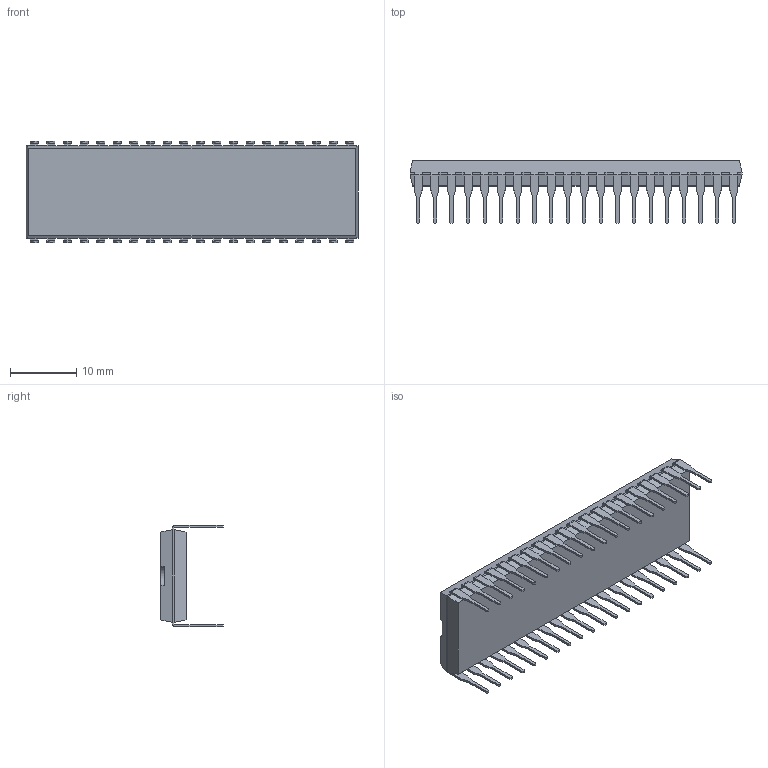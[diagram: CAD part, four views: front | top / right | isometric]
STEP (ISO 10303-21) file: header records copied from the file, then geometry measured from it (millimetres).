
FILE_DESCRIPTION (( 'STEP AP214' ), '1' );
FILE_NAME ('8B13CF19-9D1A-4714-B231-4F7710345237.STEP', '2023-05-06T15:32:43', ( '' ), ( '' ), 'SwSTEP 2.0', 'SolidWorks 2022', '' );
FILE_SCHEMA (( 'AUTOMOTIVE_DESIGN' ));
Length unit declared in the file: millimetre
Products named in the file (1): 8B13CF19-9D1A-4714-B231-4F7710345237
Bounding box: 50 x 9.4 x 15.3 mm (x, y, z)
Volume: 2645.3 mm3; surface area: 2479.2 mm2
Topology: 1 solids, 1 shells, 658 faces, 1798 edges, 1142 vertices
Faces by surface type: plane 575, cylinder 83
Entity records: 27578 total; most frequent: CARTESIAN_POINT 3605, ORIENTED_EDGE 3596, DIRECTION 3278, EDGE_CURVE 1798, LINE 1632, VECTOR 1632, VERTEX_POINT 1142, AXIS2_PLACEMENT_3D 823
